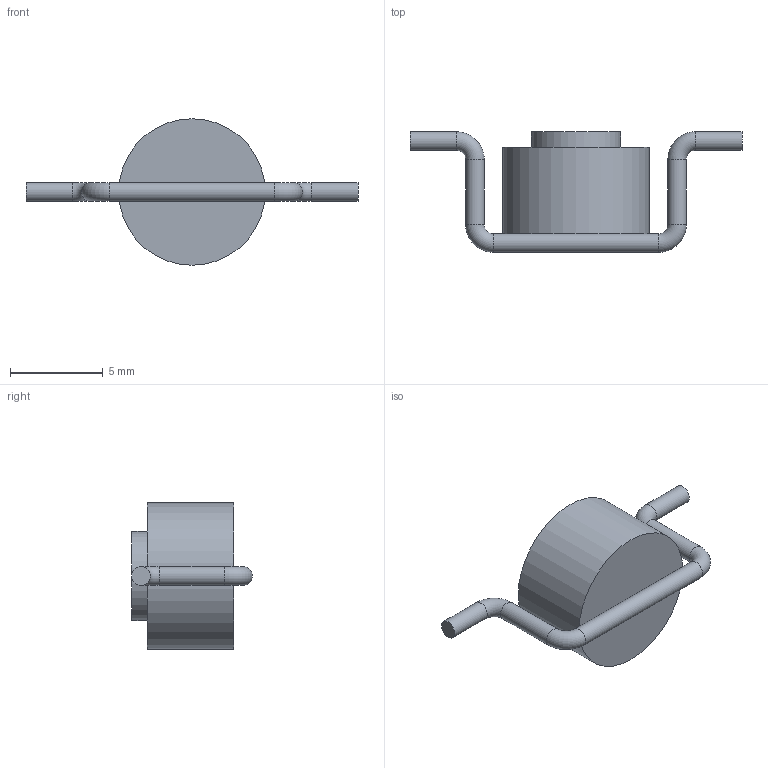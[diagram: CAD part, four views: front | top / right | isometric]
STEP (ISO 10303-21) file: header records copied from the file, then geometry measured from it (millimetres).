
FILE_DESCRIPTION (( 'STEP AP214' ), '1' );
FILE_NAME ('LR48.STEP', '2021-11-13T11:43:09', ( 'User Windows' ), ( '' ), 'SwSTEP 2.0', 'SolidWorks 2017', '' );
FILE_SCHEMA (( 'AUTOMOTIVE_DESIGN' ));
Length unit declared in the file: millimetre
Products named in the file (1): LR48
Bounding box: 17.9 x 6.5 x 7.9 mm (x, y, z)
Volume: 264.7 mm3; surface area: 313.2 mm2
Topology: 2 solids, 2 shells, 16 faces, 25 edges, 14 vertices
Faces by surface type: cylinder 7, plane 5, torus 4
Full cylindrical faces by diameter (mm): 1 x5, 4.8 x1, 7.9 x1
Entity records: 347 total; most frequent: DIRECTION 62, CARTESIAN_POINT 45, AXIS2_PLACEMENT_3D 31, EDGE_LOOP 28, ORIENTED_EDGE 28, FACE_OUTER_BOUND 27, ADVANCED_FACE 16, CIRCLE 14
